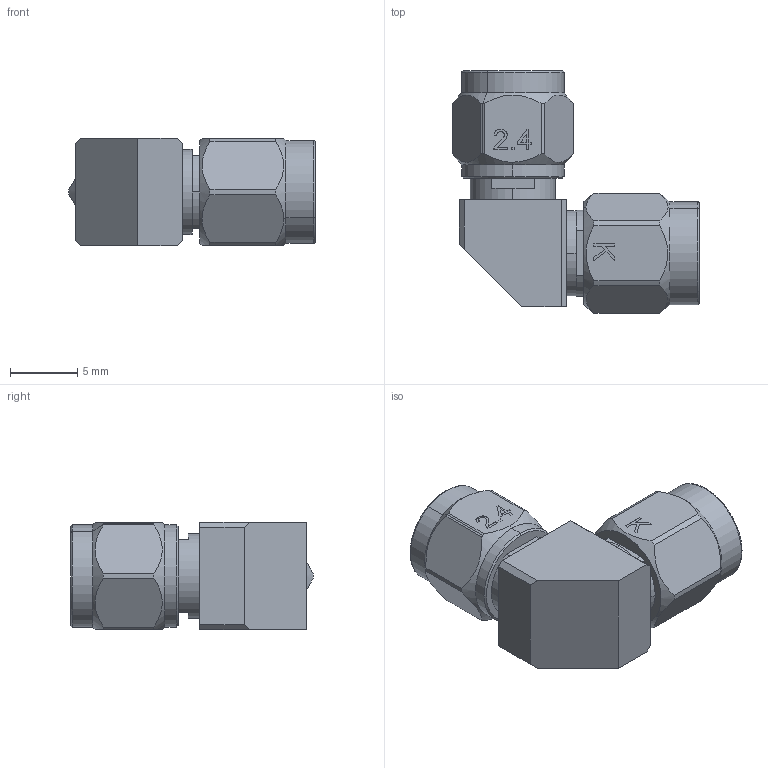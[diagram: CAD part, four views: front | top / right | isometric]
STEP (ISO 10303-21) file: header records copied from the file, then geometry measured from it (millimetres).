
FILE_DESCRIPTION (( 'STEP AP203' ), '1' );
FILE_NAME ('PE91508.step', '2019-07-18T21:14:41', ( '' ), ( '' ), 'SwSTEP 2.0', 'SolidWorks 2018', '' );
FILE_SCHEMA (( 'CONFIG_CONTROL_DESIGN' ));
Length unit declared in the file: inch
Products named in the file (1): PE91508
Bounding box: 18.42 x 18.07 x 8 mm (x, y, z)
Volume: 1081.1 mm3; surface area: 1386.3 mm2
Topology: 1 solids, 1 shells, 292 faces, 752 edges, 493 vertices
Faces by surface type: plane 133, bspline 69, cylinder 66, cone 22, torus 2
Entity records: 14476 total; most frequent: CARTESIAN_POINT 7846, ORIENTED_EDGE 1504, DIRECTION 1110, EDGE_CURVE 752, VERTEX_POINT 493, VECTOR 412, LINE 412, AXIS2_PLACEMENT_3D 349
